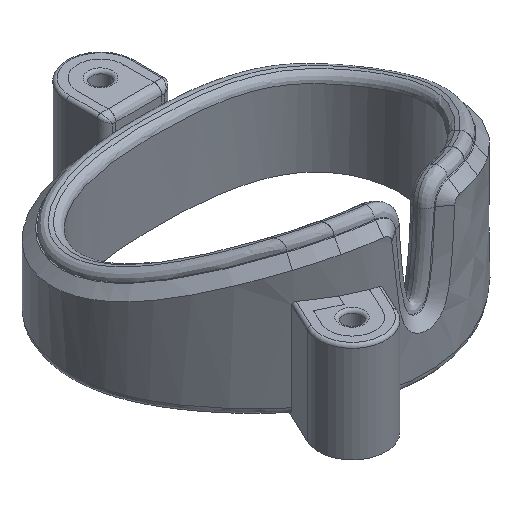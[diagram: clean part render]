
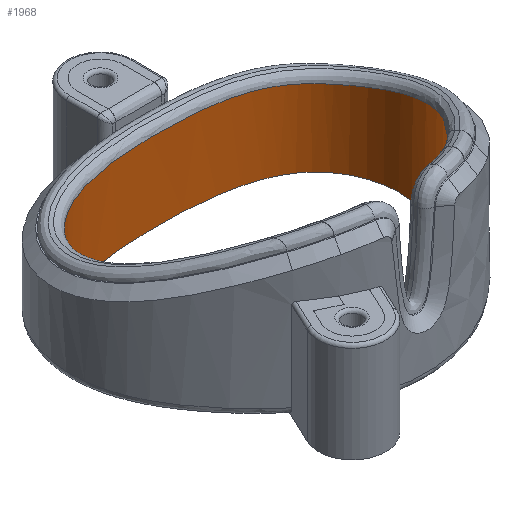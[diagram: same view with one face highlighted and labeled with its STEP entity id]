
A CAD part, isometric view. The second image highlights one B-rep face of the part: STEP entity #1968.
In plain terms, the highlighted free-form (B-spline) face has degree [3, 1] with [21, 2] control points.
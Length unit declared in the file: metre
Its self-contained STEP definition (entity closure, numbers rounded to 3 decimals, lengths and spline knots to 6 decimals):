
#246=B_SPLINE_CURVE_WITH_KNOTS('',3,(#4979,#4980,#4981,#4982,#4983,#4984,
#4985,#4986,#4987,#4988,#4989,#4990,#4991,#4992,#4993,#4994,#4995,#4996,
#4997,#4998,#4999,#5000,#5001,#5002,#5003,#5004,#5005),.UNSPECIFIED.,.F.,
 .F.,(4,1,1,1,1,1,1,1,1,1,1,1,1,1,1,1,1,1,1,1,1,1,1,1,4),(0.,0.00535,
0.010701,0.016051,0.018726,0.021401,
0.024076,0.026752,0.029427,0.032102,
0.034777,0.037452,0.042803,0.048153,
0.050828,0.053503,0.056178,0.058854,
0.061529,0.064204,0.066879,0.069554,
0.074905,0.080255,0.085605),.UNSPECIFIED.);
#247=B_SPLINE_CURVE_WITH_KNOTS('',3,(#5009,#5010,#5011,#5012,#5013,#5014,
#5015,#5016,#5017,#5018,#5019,#5020,#5021),.UNSPECIFIED.,.T.,.F.,(1,3,1,
1,1,1,1,1,1,1,1,3,1),(-0.121596,0.,0.121596,0.217986,
0.314376,0.413244,0.5,0.586756,0.685624,
0.782014,0.878404,1.,1.121596),.UNSPECIFIED.);
#690=ORIENTED_EDGE('',*,*,#1097,.F.);
#691=ORIENTED_EDGE('',*,*,#1098,.T.);
#692=ORIENTED_EDGE('',*,*,#1099,.T.);
#693=ORIENTED_EDGE('',*,*,#1100,.F.);
#1097=EDGE_CURVE('',#1322,#1323,#1459,.T.);
#1098=EDGE_CURVE('',#1322,#1324,#246,.T.);
#1099=EDGE_CURVE('',#1324,#1325,#1460,.T.);
#1100=EDGE_CURVE('',#1323,#1325,#247,.T.);
#1322=VERTEX_POINT('',#4977);
#1323=VERTEX_POINT('',#4978);
#1324=VERTEX_POINT('',#5006);
#1325=VERTEX_POINT('',#5008);
#1459=LINE('',#4976,#1565);
#1460=LINE('',#5007,#1566);
#1565=VECTOR('',#2388,1.);
#1566=VECTOR('',#2389,1.);
#1676=EDGE_LOOP('',(#690,#691,#692,#693));
#1805=FACE_BOUND('',#1676,.T.);
#1884=B_SPLINE_SURFACE_WITH_KNOTS('',3,1,((#4934,#4935),(#4936,#4937),(#4938,
#4939),(#4940,#4941),(#4942,#4943),(#4944,#4945),(#4946,#4947),(#4948,#4949),
(#4950,#4951),(#4952,#4953),(#4954,#4955),(#4956,#4957),(#4958,#4959),(#4960,
#4961),(#4962,#4963),(#4964,#4965),(#4966,#4967),(#4968,#4969),(#4970,#4971),
(#4972,#4973),(#4974,#4975)),.SURF_OF_LINEAR_EXTRUSION.,.F.,.F.,.F.,(4,
1,1,1,1,1,1,1,1,1,1,1,1,1,1,1,1,1,4),(2,2),(0.639034,0.684155,
0.729275,0.774396,0.819517,0.864638,
0.887198,0.909758,0.954879,1.,1.045121,
1.090242,1.112802,1.135362,1.180483,1.225604,
1.270725,1.315845,1.360966),(0.,1.),
 .UNSPECIFIED.);
#1968=ADVANCED_FACE('',(#1805),#1884,.T.);
#2388=DIRECTION('',(0.,0.,-1.));
#2389=DIRECTION('',(0.,0.,-1.));
#4934=CARTESIAN_POINT('',(0.01216,-0.007804,0.016923));
#4935=CARTESIAN_POINT('',(0.01216,-0.007804,0.));
#4936=CARTESIAN_POINT('',(0.013342,-0.006676,0.016923));
#4937=CARTESIAN_POINT('',(0.013342,-0.006676,0.));
#4938=CARTESIAN_POINT('',(0.015559,-0.004175,0.016923));
#4939=CARTESIAN_POINT('',(0.015559,-0.004175,0.));
#4940=CARTESIAN_POINT('',(0.018269,-0.000077,0.016923));
#4941=CARTESIAN_POINT('',(0.018269,-0.000077,0.));
#4942=CARTESIAN_POINT('',(0.019765,0.004353,0.016923));
#4943=CARTESIAN_POINT('',(0.019765,0.004353,0.));
#4944=CARTESIAN_POINT('',(0.019378,0.009207,0.016923));
#4945=CARTESIAN_POINT('',(0.019378,0.009207,0.));
#4946=CARTESIAN_POINT('',(0.017403,0.012887,0.016923));
#4947=CARTESIAN_POINT('',(0.017403,0.012887,0.));
#4948=CARTESIAN_POINT('',(0.014822,0.015063,0.016923));
#4949=CARTESIAN_POINT('',(0.014822,0.015063,0.));
#4950=CARTESIAN_POINT('',(0.01161,0.01665,0.016923));
#4951=CARTESIAN_POINT('',(0.01161,0.01665,0.));
#4952=CARTESIAN_POINT('',(0.006671,0.017718,0.016923));
#4953=CARTESIAN_POINT('',(0.006671,0.017718,0.));
#4954=CARTESIAN_POINT('',(0.,0.017987,0.016923));
#4955=CARTESIAN_POINT('',(0.,0.017987,0.));
#4956=CARTESIAN_POINT('',(-0.006671,0.017718,0.016923));
#4957=CARTESIAN_POINT('',(-0.006671,0.017718,0.));
#4958=CARTESIAN_POINT('',(-0.01161,0.01665,0.016923));
#4959=CARTESIAN_POINT('',(-0.01161,0.01665,0.));
#4960=CARTESIAN_POINT('',(-0.014822,0.015063,0.016923));
#4961=CARTESIAN_POINT('',(-0.014822,0.015063,0.));
#4962=CARTESIAN_POINT('',(-0.017403,0.012887,0.016923));
#4963=CARTESIAN_POINT('',(-0.017403,0.012887,0.));
#4964=CARTESIAN_POINT('',(-0.019378,0.009207,0.016923));
#4965=CARTESIAN_POINT('',(-0.019378,0.009207,0.));
#4966=CARTESIAN_POINT('',(-0.019765,0.004353,0.016923));
#4967=CARTESIAN_POINT('',(-0.019765,0.004353,0.));
#4968=CARTESIAN_POINT('',(-0.018269,-0.000077,0.016923));
#4969=CARTESIAN_POINT('',(-0.018269,-0.000077,0.));
#4970=CARTESIAN_POINT('',(-0.015559,-0.004175,0.016923));
#4971=CARTESIAN_POINT('',(-0.015559,-0.004175,0.));
#4972=CARTESIAN_POINT('',(-0.013342,-0.006676,0.016923));
#4973=CARTESIAN_POINT('',(-0.013342,-0.006676,0.));
#4974=CARTESIAN_POINT('',(-0.01216,-0.007804,0.016923));
#4975=CARTESIAN_POINT('',(-0.01216,-0.007804,0.));
#4976=CARTESIAN_POINT('',(0.01216,-0.007804,0.022));
#4977=CARTESIAN_POINT('',(0.01216,-0.007804,0.016822));
#4978=CARTESIAN_POINT('',(0.01216,-0.007804,0.));
#4979=CARTESIAN_POINT('',(0.01216,-0.007804,0.016822));
#4980=CARTESIAN_POINT('',(0.013388,-0.006631,0.01624));
#4981=CARTESIAN_POINT('',(0.015603,-0.004116,0.015029));
#4982=CARTESIAN_POINT('',(0.018405,0.000116,0.013184));
#4983=CARTESIAN_POINT('',(0.019657,0.004212,0.011715));
#4984=CARTESIAN_POINT('',(0.019477,0.007686,0.010761));
#4985=CARTESIAN_POINT('',(0.018776,0.010219,0.010234));
#4986=CARTESIAN_POINT('',(0.017469,0.012589,0.009941));
#4987=CARTESIAN_POINT('',(0.015588,0.01454,0.009987));
#4988=CARTESIAN_POINT('',(0.013246,0.015905,0.010171));
#4989=CARTESIAN_POINT('',(0.010707,0.016798,0.010307));
#4990=CARTESIAN_POINT('',(0.008096,0.017362,0.010395));
#4991=CARTESIAN_POINT('',(0.004528,0.017811,0.010464));
#4992=CARTESIAN_POINT('',(0.000041,0.017953,0.010485));
#4993=CARTESIAN_POINT('',(-0.004427,0.017817,0.010465));
#4994=CARTESIAN_POINT('',(-0.008,0.017378,0.010397));
#4995=CARTESIAN_POINT('',(-0.010623,0.016822,0.010311));
#4996=CARTESIAN_POINT('',(-0.013177,0.015935,0.010176));
#4997=CARTESIAN_POINT('',(-0.015517,0.014594,0.009993));
#4998=CARTESIAN_POINT('',(-0.017421,0.012654,0.009937));
#4999=CARTESIAN_POINT('',(-0.018746,0.010296,0.010221));
#5000=CARTESIAN_POINT('',(-0.019471,0.007729,0.01075));
#5001=CARTESIAN_POINT('',(-0.019665,0.004257,0.0117));
#5002=CARTESIAN_POINT('',(-0.0184,0.000099,0.01319));
#5003=CARTESIAN_POINT('',(-0.015622,-0.004089,0.015017));
#5004=CARTESIAN_POINT('',(-0.013388,-0.006632,0.01624));
#5005=CARTESIAN_POINT('',(-0.01216,-0.007804,0.016822));
#5006=CARTESIAN_POINT('',(-0.01216,-0.007804,0.016822));
#5007=CARTESIAN_POINT('',(-0.01216,-0.007804,0.022));
#5008=CARTESIAN_POINT('',(-0.01216,-0.007804,0.));
#5009=CARTESIAN_POINT('',(0.,0.017897,0.));
#5010=CARTESIAN_POINT('',(-0.005992,0.017897,0.));
#5011=CARTESIAN_POINT('',(-0.016734,0.016723,0.));
#5012=CARTESIAN_POINT('',(-0.021003,0.004931,0.));
#5013=CARTESIAN_POINT('',(-0.015989,-0.004324,0.));
#5014=CARTESIAN_POINT('',(-0.008314,-0.011756,0.));
#5015=CARTESIAN_POINT('',(0.,-0.014081,0.));
#5016=CARTESIAN_POINT('',(0.008314,-0.011756,0.));
#5017=CARTESIAN_POINT('',(0.015989,-0.004324,0.));
#5018=CARTESIAN_POINT('',(0.021003,0.004931,0.));
#5019=CARTESIAN_POINT('',(0.016734,0.016723,0.));
#5020=CARTESIAN_POINT('',(0.005992,0.017897,0.));
#5021=CARTESIAN_POINT('',(0.,0.017897,0.));
